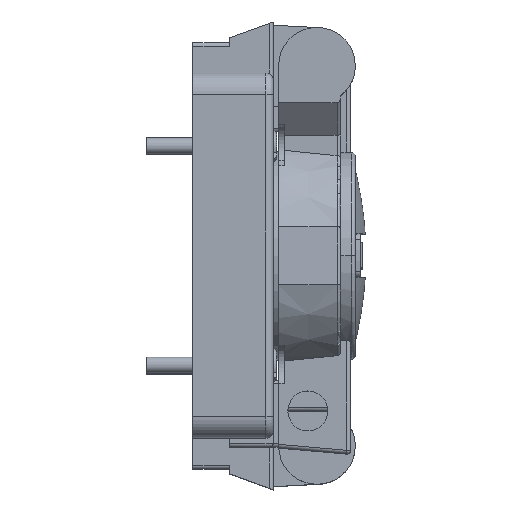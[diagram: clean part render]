
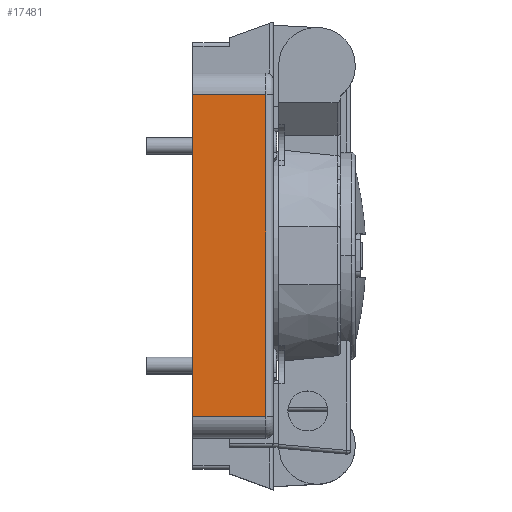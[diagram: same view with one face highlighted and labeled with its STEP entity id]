
A CAD part, top view. The second image highlights one B-rep face of the part: STEP entity #17481.
In plain terms, the highlighted planar face has unit normal (0, 0, 1).
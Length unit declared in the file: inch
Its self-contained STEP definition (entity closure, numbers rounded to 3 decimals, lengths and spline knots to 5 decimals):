
#125 = DIRECTION ( 'NONE',  ( -1., 0., 0. ) ) ;
#308 = CARTESIAN_POINT ( 'NONE',  ( 0.924, 1.3755, 2.3125 ) ) ;
#335 = ORIENTED_EDGE ( 'NONE', *, *, #28795, .T. ) ;
#504 = CARTESIAN_POINT ( 'NONE',  ( 1.549, 1.3755, 2.3125 ) ) ;
#3606 = ORIENTED_EDGE ( 'NONE', *, *, #3805, .T. ) ;
#3617 = DIRECTION ( 'NONE',  ( 1., 0., 0. ) ) ;
#3805 = EDGE_CURVE ( 'NONE', #10136, #7662, #18765, .T. ) ;
#4221 = VECTOR ( 'NONE', #20654, 39.37008 ) ;
#4610 = CARTESIAN_POINT ( 'NONE',  ( 1.36917, 1.3755, 2.3125 ) ) ;
#5550 = EDGE_LOOP ( 'NONE', ( #19601, #28426, #3606, #335 ) ) ;
#6350 = VERTEX_POINT ( 'NONE', #24076 ) ;
#6433 = AXIS2_PLACEMENT_3D ( 'NONE', #7480, #21026, #9753 ) ;
#7480 = CARTESIAN_POINT ( 'NONE',  ( 1.36917, -1.3755, 2.3125 ) ) ;
#7492 = VECTOR ( 'NONE', #125, 39.37008 ) ;
#7518 = VERTEX_POINT ( 'NONE', #504 ) ;
#7662 = VERTEX_POINT ( 'NONE', #18567 ) ;
#9753 = DIRECTION ( 'NONE',  ( 0., 1., 0. ) ) ;
#10136 = VERTEX_POINT ( 'NONE', #308 ) ;
#11573 = CARTESIAN_POINT ( 'NONE',  ( 0.924, 0., 2.3125 ) ) ;
#12166 = LINE ( 'NONE', #21538, #14434 ) ;
#14434 = VECTOR ( 'NONE', #21248, 39.37008 ) ;
#14531 = EDGE_CURVE ( 'NONE', #7518, #10136, #15868, .T. ) ;
#14720 = LINE ( 'NONE', #23925, #27656 ) ;
#15868 = LINE ( 'NONE', #4610, #7492 ) ;
#17481 = ADVANCED_FACE ( 'NONE', ( #18939 ), #18650, .T. ) ;
#18567 = CARTESIAN_POINT ( 'NONE',  ( 0.924, -1.3755, 2.3125 ) ) ;
#18650 = PLANE ( 'NONE',  #6433 ) ;
#18765 = LINE ( 'NONE', #11573, #4221 ) ;
#18939 = FACE_OUTER_BOUND ( 'NONE', #5550, .T. ) ;
#19601 = ORIENTED_EDGE ( 'NONE', *, *, #28799, .F. ) ;
#20654 = DIRECTION ( 'NONE',  ( 0., -1., 0. ) ) ;
#21026 = DIRECTION ( 'NONE',  ( 0., 0., 1. ) ) ;
#21248 = DIRECTION ( 'NONE',  ( 0., -1., 0. ) ) ;
#21538 = CARTESIAN_POINT ( 'NONE',  ( 1.549, 0., 2.3125 ) ) ;
#23925 = CARTESIAN_POINT ( 'NONE',  ( 1.36917, -1.3755, 2.3125 ) ) ;
#24076 = CARTESIAN_POINT ( 'NONE',  ( 1.549, -1.3755, 2.3125 ) ) ;
#27656 = VECTOR ( 'NONE', #3617, 39.37008 ) ;
#28426 = ORIENTED_EDGE ( 'NONE', *, *, #14531, .T. ) ;
#28795 = EDGE_CURVE ( 'NONE', #7662, #6350, #14720, .T. ) ;
#28799 = EDGE_CURVE ( 'NONE', #7518, #6350, #12166, .T. ) ;
